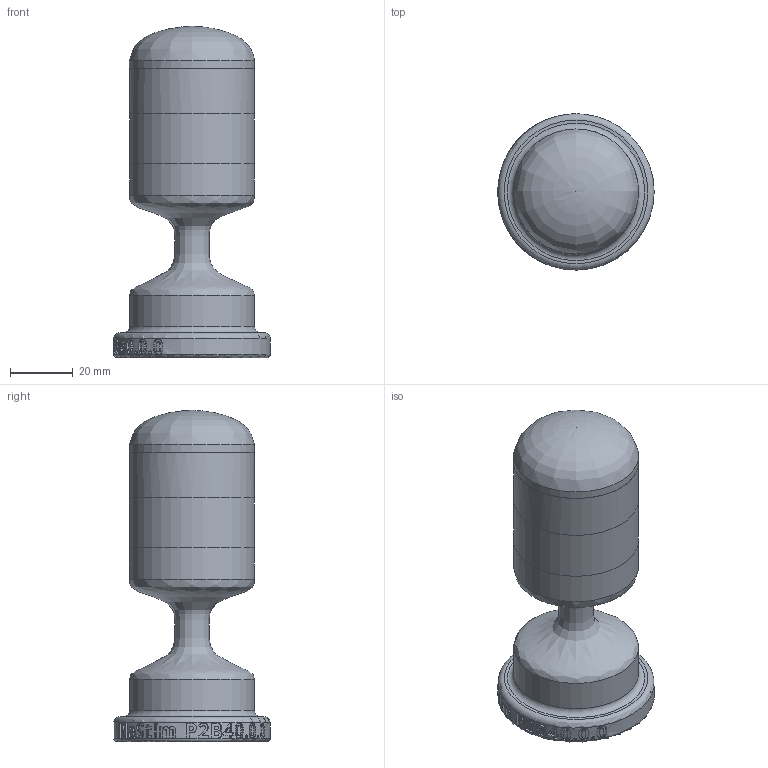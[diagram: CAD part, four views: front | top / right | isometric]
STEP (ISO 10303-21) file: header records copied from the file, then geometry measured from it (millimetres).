
FILE_DESCRIPTION(/* description */ ('STEP AP242 Edition 2','CAx-IF Rec.Pracs.---Representation and Presentation of Product Manufacturing Information (PMI)---4.0---2014-10-13','CAx-IF Rec.Pracs.---3D Tessellated Geometry---0.4---2014-09-14','2;1','CAx-IF Rec.Pracs.---User Defined Attributes---1.5---2016-08-15'),/* implementation_level */ '2;1');
FILE_NAME(/* name */ '69306c9ebf49f2b960250306',/* time_stamp */ '2025-12-03T17:00:15Z',/* author */ (''),/* organization */ (''),/* preprocessor_version */ 'ST-DEVELOPER v20',/* originating_system */ 'ONSHAPE BY PTC INC, 1.207',/* authorisation */ ' ');
FILE_SCHEMA (('AP242_MANAGED_MODEL_BASED_3D_ENGINEERING_MIM_LF { 1 0 10303 442 3 1 4 }'));
Length unit declared in the file: metre
Products named in the file (3): Head; Insulator; Body
Bounding box: 50 x 49.97 x 106 mm (x, y, z)
Volume: 107704 mm3; surface area: 28932.4 mm2
Topology: 3 solids, 3 shells, 331 faces, 884 edges, 587 vertices
Faces by surface type: bspline 158, plane 104, cylinder 64, torus 3, cone 2
Full cylindrical faces by diameter (mm): 4.34 x2, 8 x2, 10 x2, 40 x4, 50 x1
Entity records: 11871 total; most frequent: CARTESIAN_POINT 4727, ORIENTED_EDGE 1712, DIRECTION 978, EDGE_CURVE 856, VERTEX_POINT 578, FACE_BOUND 380, EDGE_LOOP 379, B_SPLINE_CURVE_WITH_KNOTS 365
